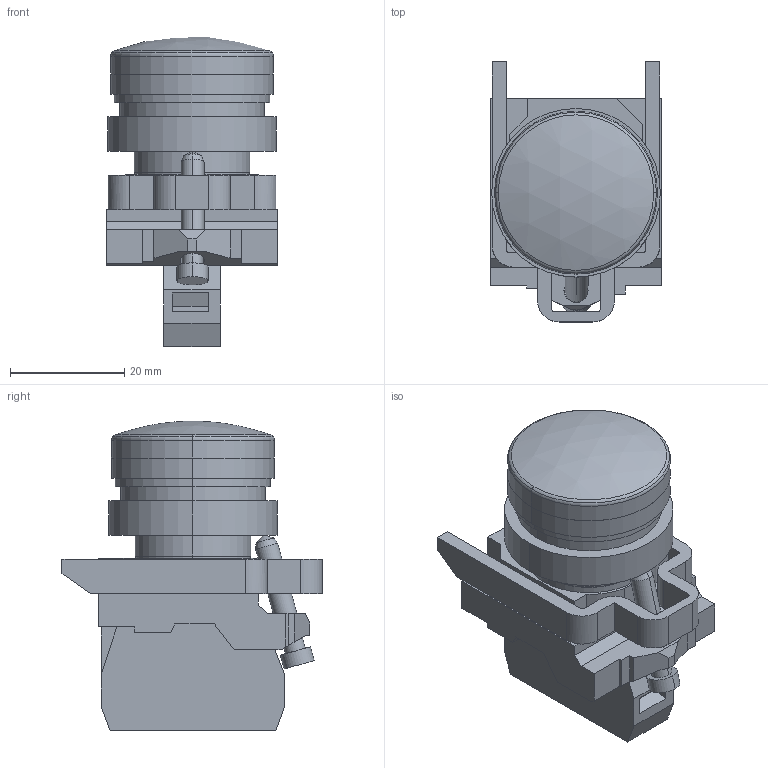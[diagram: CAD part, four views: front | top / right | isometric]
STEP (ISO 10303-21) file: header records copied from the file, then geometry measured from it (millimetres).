
FILE_DESCRIPTION((''),'2;1');
FILE_NAME('SB108852V_3D-SOFTWARE_COLOUR','2013-09-16T',('SESA231906'),('Schneider-Electric'),'PRO/ENGINEER BY PARAMETRIC TECHNOLOGY CORPORATION, 2011410','PRO/ENGINEER BY PARAMETRIC TECHNOLOGY CORPORATION, 2011410','');
FILE_SCHEMA(('CONFIG_CONTROL_DESIGN'));
Length unit declared in the file: millimetre
Products named in the file (1): SB108852V_3D-SOFTWARE_COLOUR
Bounding box: 29.9 x 45.48 x 54.18 mm (x, y, z)
Volume: 27675.7 mm3; surface area: 11530.8 mm2
Topology: 2 solids, 2 shells, 162 faces, 447 edges, 291 vertices
Faces by surface type: plane 113, cylinder 40, cone 4, torus 4, sphere 1
Entity records: 5357 total; most frequent: CARTESIAN_POINT 1139, ORIENTED_EDGE 890, DIRECTION 840, EDGE_CURVE 445, VECTOR 326, LINE 326, VERTEX_POINT 291, AXIS2_PLACEMENT_3D 257
